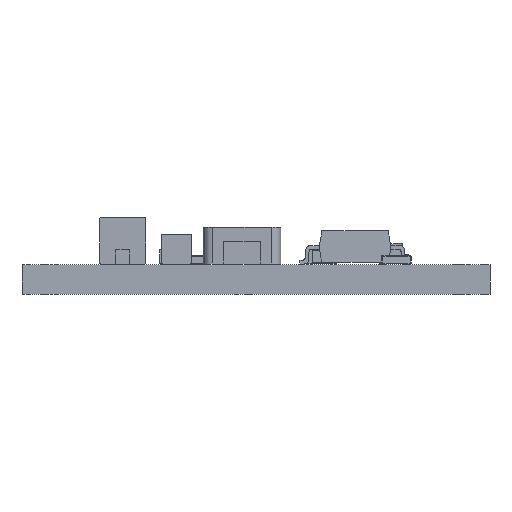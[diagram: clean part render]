
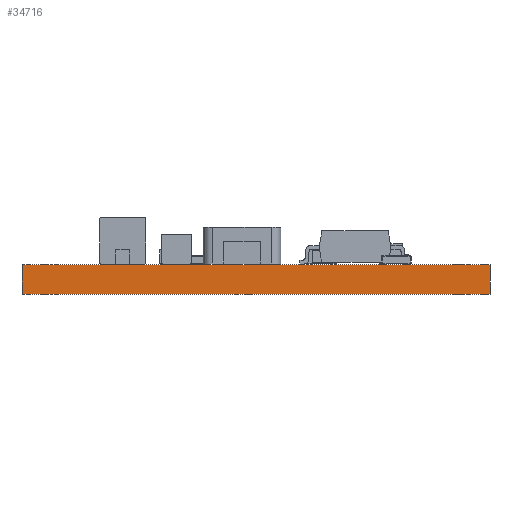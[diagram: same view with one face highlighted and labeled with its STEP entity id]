
A CAD part, front view. The second image highlights one B-rep face of the part: STEP entity #34716.
In plain terms, the highlighted planar face has unit normal (0, -1, 0).
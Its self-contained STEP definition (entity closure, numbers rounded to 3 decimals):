
#34716 = ADVANCED_FACE('',(#34717),#34731,.T.);
#34717 = FACE_BOUND('',#34718,.T.);
#34718 = EDGE_LOOP('',(#34719,#34754,#34782,#34810));
#34719 = ORIENTED_EDGE('',*,*,#34720,.T.);
#34720 = EDGE_CURVE('',#34721,#34723,#34725,.T.);
#34721 = VERTEX_POINT('',#34722);
#34722 = CARTESIAN_POINT('',(133.35,-123.19,0.));
#34723 = VERTEX_POINT('',#34724);
#34724 = CARTESIAN_POINT('',(133.35,-123.19,1.58));
#34725 = SURFACE_CURVE('',#34726,(#34730,#34742),.PCURVE_S1.);
#34726 = LINE('',#34727,#34728);
#34727 = CARTESIAN_POINT('',(133.35,-123.19,0.));
#34728 = VECTOR('',#34729,1.);
#34729 = DIRECTION('',(0.,0.,1.));
#34730 = PCURVE('',#34731,#34736);
#34731 = PLANE('',#34732);
#34732 = AXIS2_PLACEMENT_3D('',#34733,#34734,#34735);
#34733 = CARTESIAN_POINT('',(133.35,-123.19,0.));
#34734 = DIRECTION('',(0.,-1.,0.));
#34735 = DIRECTION('',(-1.,0.,0.));
#34736 = DEFINITIONAL_REPRESENTATION('',(#34737),#34741);
#34737 = LINE('',#34738,#34739);
#34738 = CARTESIAN_POINT('',(0.,-0.));
#34739 = VECTOR('',#34740,1.);
#34740 = DIRECTION('',(0.,-1.));
#34741 = ( GEOMETRIC_REPRESENTATION_CONTEXT(2) 
PARAMETRIC_REPRESENTATION_CONTEXT() REPRESENTATION_CONTEXT('2D SPACE',''
  ) );
#34742 = PCURVE('',#34743,#34748);
#34743 = PLANE('',#34744);
#34744 = AXIS2_PLACEMENT_3D('',#34745,#34746,#34747);
#34745 = CARTESIAN_POINT('',(133.35,-110.49,0.));
#34746 = DIRECTION('',(1.,0.,-0.));
#34747 = DIRECTION('',(0.,-1.,0.));
#34748 = DEFINITIONAL_REPRESENTATION('',(#34749),#34753);
#34749 = LINE('',#34750,#34751);
#34750 = CARTESIAN_POINT('',(12.7,0.));
#34751 = VECTOR('',#34752,1.);
#34752 = DIRECTION('',(0.,-1.));
#34753 = ( GEOMETRIC_REPRESENTATION_CONTEXT(2) 
PARAMETRIC_REPRESENTATION_CONTEXT() REPRESENTATION_CONTEXT('2D SPACE',''
  ) );
#34754 = ORIENTED_EDGE('',*,*,#34755,.T.);
#34755 = EDGE_CURVE('',#34723,#34756,#34758,.T.);
#34756 = VERTEX_POINT('',#34757);
#34757 = CARTESIAN_POINT('',(107.95,-123.19,1.58));
#34758 = SURFACE_CURVE('',#34759,(#34763,#34770),.PCURVE_S1.);
#34759 = LINE('',#34760,#34761);
#34760 = CARTESIAN_POINT('',(133.35,-123.19,1.58));
#34761 = VECTOR('',#34762,1.);
#34762 = DIRECTION('',(-1.,0.,0.));
#34763 = PCURVE('',#34731,#34764);
#34764 = DEFINITIONAL_REPRESENTATION('',(#34765),#34769);
#34765 = LINE('',#34766,#34767);
#34766 = CARTESIAN_POINT('',(0.,-1.58));
#34767 = VECTOR('',#34768,1.);
#34768 = DIRECTION('',(1.,0.));
#34769 = ( GEOMETRIC_REPRESENTATION_CONTEXT(2) 
PARAMETRIC_REPRESENTATION_CONTEXT() REPRESENTATION_CONTEXT('2D SPACE',''
  ) );
#34770 = PCURVE('',#34771,#34776);
#34771 = PLANE('',#34772);
#34772 = AXIS2_PLACEMENT_3D('',#34773,#34774,#34775);
#34773 = CARTESIAN_POINT('',(120.65,-116.84,1.58));
#34774 = DIRECTION('',(-0.,-0.,-1.));
#34775 = DIRECTION('',(-1.,0.,0.));
#34776 = DEFINITIONAL_REPRESENTATION('',(#34777),#34781);
#34777 = LINE('',#34778,#34779);
#34778 = CARTESIAN_POINT('',(-12.7,-6.35));
#34779 = VECTOR('',#34780,1.);
#34780 = DIRECTION('',(1.,0.));
#34781 = ( GEOMETRIC_REPRESENTATION_CONTEXT(2) 
PARAMETRIC_REPRESENTATION_CONTEXT() REPRESENTATION_CONTEXT('2D SPACE',''
  ) );
#34782 = ORIENTED_EDGE('',*,*,#34783,.F.);
#34783 = EDGE_CURVE('',#34784,#34756,#34786,.T.);
#34784 = VERTEX_POINT('',#34785);
#34785 = CARTESIAN_POINT('',(107.95,-123.19,0.));
#34786 = SURFACE_CURVE('',#34787,(#34791,#34798),.PCURVE_S1.);
#34787 = LINE('',#34788,#34789);
#34788 = CARTESIAN_POINT('',(107.95,-123.19,0.));
#34789 = VECTOR('',#34790,1.);
#34790 = DIRECTION('',(0.,0.,1.));
#34791 = PCURVE('',#34731,#34792);
#34792 = DEFINITIONAL_REPRESENTATION('',(#34793),#34797);
#34793 = LINE('',#34794,#34795);
#34794 = CARTESIAN_POINT('',(25.4,0.));
#34795 = VECTOR('',#34796,1.);
#34796 = DIRECTION('',(0.,-1.));
#34797 = ( GEOMETRIC_REPRESENTATION_CONTEXT(2) 
PARAMETRIC_REPRESENTATION_CONTEXT() REPRESENTATION_CONTEXT('2D SPACE',''
  ) );
#34798 = PCURVE('',#34799,#34804);
#34799 = PLANE('',#34800);
#34800 = AXIS2_PLACEMENT_3D('',#34801,#34802,#34803);
#34801 = CARTESIAN_POINT('',(107.95,-123.19,0.));
#34802 = DIRECTION('',(-1.,0.,0.));
#34803 = DIRECTION('',(0.,1.,0.));
#34804 = DEFINITIONAL_REPRESENTATION('',(#34805),#34809);
#34805 = LINE('',#34806,#34807);
#34806 = CARTESIAN_POINT('',(0.,0.));
#34807 = VECTOR('',#34808,1.);
#34808 = DIRECTION('',(0.,-1.));
#34809 = ( GEOMETRIC_REPRESENTATION_CONTEXT(2) 
PARAMETRIC_REPRESENTATION_CONTEXT() REPRESENTATION_CONTEXT('2D SPACE',''
  ) );
#34810 = ORIENTED_EDGE('',*,*,#34811,.F.);
#34811 = EDGE_CURVE('',#34721,#34784,#34812,.T.);
#34812 = SURFACE_CURVE('',#34813,(#34817,#34824),.PCURVE_S1.);
#34813 = LINE('',#34814,#34815);
#34814 = CARTESIAN_POINT('',(133.35,-123.19,0.));
#34815 = VECTOR('',#34816,1.);
#34816 = DIRECTION('',(-1.,0.,0.));
#34817 = PCURVE('',#34731,#34818);
#34818 = DEFINITIONAL_REPRESENTATION('',(#34819),#34823);
#34819 = LINE('',#34820,#34821);
#34820 = CARTESIAN_POINT('',(0.,-0.));
#34821 = VECTOR('',#34822,1.);
#34822 = DIRECTION('',(1.,0.));
#34823 = ( GEOMETRIC_REPRESENTATION_CONTEXT(2) 
PARAMETRIC_REPRESENTATION_CONTEXT() REPRESENTATION_CONTEXT('2D SPACE',''
  ) );
#34824 = PCURVE('',#34825,#34830);
#34825 = PLANE('',#34826);
#34826 = AXIS2_PLACEMENT_3D('',#34827,#34828,#34829);
#34827 = CARTESIAN_POINT('',(120.65,-116.84,0.));
#34828 = DIRECTION('',(-0.,-0.,-1.));
#34829 = DIRECTION('',(-1.,0.,0.));
#34830 = DEFINITIONAL_REPRESENTATION('',(#34831),#34835);
#34831 = LINE('',#34832,#34833);
#34832 = CARTESIAN_POINT('',(-12.7,-6.35));
#34833 = VECTOR('',#34834,1.);
#34834 = DIRECTION('',(1.,0.));
#34835 = ( GEOMETRIC_REPRESENTATION_CONTEXT(2) 
PARAMETRIC_REPRESENTATION_CONTEXT() REPRESENTATION_CONTEXT('2D SPACE',''
  ) );
